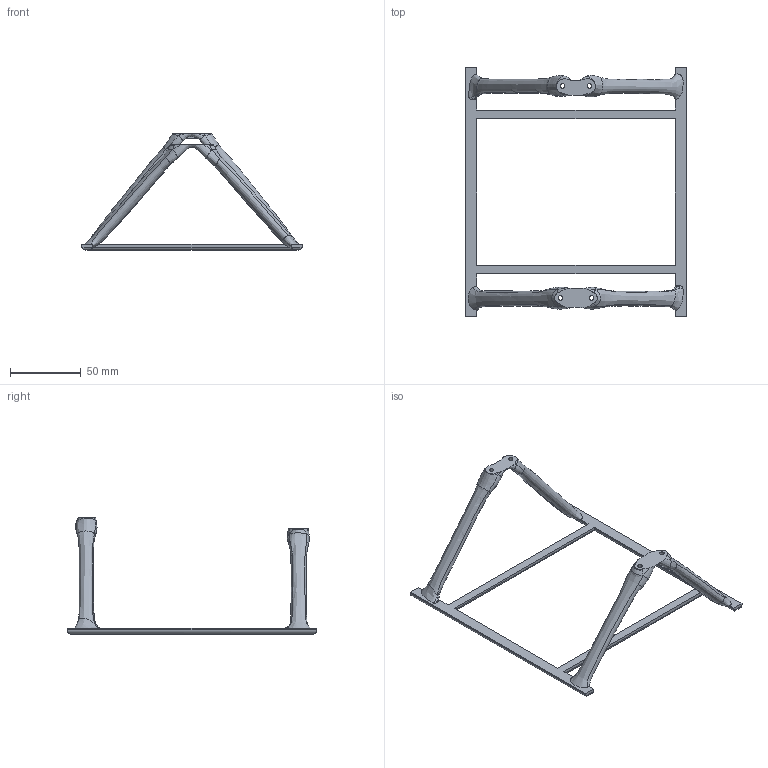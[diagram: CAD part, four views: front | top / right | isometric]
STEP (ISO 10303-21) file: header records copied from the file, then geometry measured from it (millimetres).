
FILE_DESCRIPTION(/* description */ (''),/* implementation_level */ '2;1');
FILE_NAME(/* name */ 'Landing gear.step',/* time_stamp */ '2024-08-11T21:13:35+02:00',/* author */ (''),/* organization */ (''),/* preprocessor_version */ 'ST-DEVELOPER v20',/* originating_system */ 'Autodesk Translation Framework v13.14.0.145',/* authorisation */ '');
FILE_SCHEMA (('AUTOMOTIVE_DESIGN { 1 0 10303 214 3 1 1 }'));
Length unit declared in the file: centimetre
Products named in the file (1): Rodwozie ERC24 wynikowe 1
Bounding box: 156 x 175.86 x 82 mm (x, y, z)
Volume: 44322.6 mm3; surface area: 26018.2 mm2
Topology: 1 solids, 1 shells, 122 faces, 343 edges, 219 vertices
Faces by surface type: bspline 58, plane 38, cylinder 26
Full cylindrical faces by diameter (mm): 3.3 x4
Entity records: 15293 total; most frequent: CARTESIAN_POINT 12678, ORIENTED_EDGE 686, EDGE_CURVE 343, DIRECTION 287, VERTEX_POINT 219, B_SPLINE_CURVE_WITH_KNOTS 216, EDGE_LOOP 132, FACE_OUTER_BOUND 122
